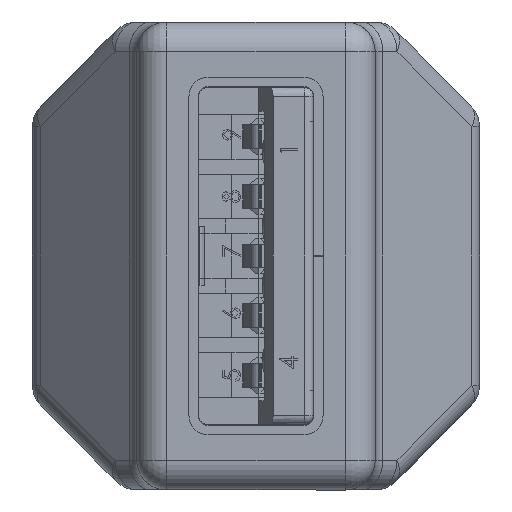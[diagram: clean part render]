
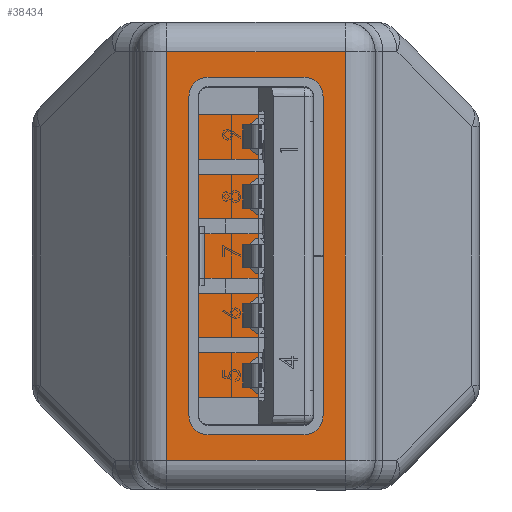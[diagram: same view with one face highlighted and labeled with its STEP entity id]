
A CAD part, left-side view. The second image highlights one B-rep face of the part: STEP entity #38434.
In plain terms, the highlighted face is planar.
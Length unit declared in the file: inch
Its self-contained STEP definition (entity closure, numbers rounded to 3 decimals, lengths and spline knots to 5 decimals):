
#1610 = CARTESIAN_POINT ( 'NONE',  ( 0.26969, 0.15748, 0. ) ) ;
#4216 = ORIENTED_EDGE ( 'NONE', *, *, #21794, .T. ) ;
#7765 = EDGE_LOOP ( 'NONE', ( #47017, #46256, #124844, #4216 ) ) ;
#15717 = DIRECTION ( 'NONE',  ( 1., 0., 0. ) ) ;
#16074 = LINE ( 'NONE', #95399, #93388 ) ;
#21794 = EDGE_CURVE ( 'NONE', #101478, #44266, #126995, .T. ) ;
#23332 = CARTESIAN_POINT ( 'NONE',  ( -0.26969, 0.15748, 0. ) ) ;
#27313 = CARTESIAN_POINT ( 'NONE',  ( -0.26969, -0.11811, 0. ) ) ;
#38434 = ADVANCED_FACE ( 'NONE', ( #112857 ), #111184, .F. ) ;
#44266 = VERTEX_POINT ( 'NONE', #91922 ) ;
#45964 = CARTESIAN_POINT ( 'NONE',  ( 0.26969, 0.11811, 0. ) ) ;
#46256 = ORIENTED_EDGE ( 'NONE', *, *, #124016, .T. ) ;
#47017 = ORIENTED_EDGE ( 'NONE', *, *, #108256, .T. ) ;
#49553 = CARTESIAN_POINT ( 'NONE',  ( -0.30906, 0.15748, 0. ) ) ;
#69004 = VECTOR ( 'NONE', #106847, 39.37008 ) ;
#73835 = VECTOR ( 'NONE', #84086, 39.37008 ) ;
#81883 = EDGE_CURVE ( 'NONE', #109290, #101478, #128021, .T. ) ;
#82852 = AXIS2_PLACEMENT_3D ( 'NONE', #49553, #101766, #90962 ) ;
#84086 = DIRECTION ( 'NONE',  ( 0., 1., 0. ) ) ;
#84556 = CARTESIAN_POINT ( 'NONE',  ( -0.30906, -0.11811, 0. ) ) ;
#90962 = DIRECTION ( 'NONE',  ( 1., 0., 0. ) ) ;
#91922 = CARTESIAN_POINT ( 'NONE',  ( -0.26969, 0.11811, 0. ) ) ;
#92618 = VERTEX_POINT ( 'NONE', #45964 ) ;
#93388 = VECTOR ( 'NONE', #15717, 39.37008 ) ;
#95399 = CARTESIAN_POINT ( 'NONE',  ( 0.30906, 0.11811, 0. ) ) ;
#96419 = LINE ( 'NONE', #1610, #69004 ) ;
#100650 = VECTOR ( 'NONE', #105262, 39.37008 ) ;
#101478 = VERTEX_POINT ( 'NONE', #27313 ) ;
#101766 = DIRECTION ( 'NONE',  ( 0., 0., 1. ) ) ;
#105262 = DIRECTION ( 'NONE',  ( -1., 0., 0. ) ) ;
#105582 = CARTESIAN_POINT ( 'NONE',  ( 0.26969, -0.11811, 0. ) ) ;
#106847 = DIRECTION ( 'NONE',  ( 0., -1., 0. ) ) ;
#108256 = EDGE_CURVE ( 'NONE', #44266, #92618, #16074, .T. ) ;
#109290 = VERTEX_POINT ( 'NONE', #105582 ) ;
#111184 = PLANE ( 'NONE',  #82852 ) ;
#112857 = FACE_OUTER_BOUND ( 'NONE', #7765, .T. ) ;
#124016 = EDGE_CURVE ( 'NONE', #92618, #109290, #96419, .T. ) ;
#124844 = ORIENTED_EDGE ( 'NONE', *, *, #81883, .T. ) ;
#126995 = LINE ( 'NONE', #23332, #73835 ) ;
#128021 = LINE ( 'NONE', #84556, #100650 ) ;
